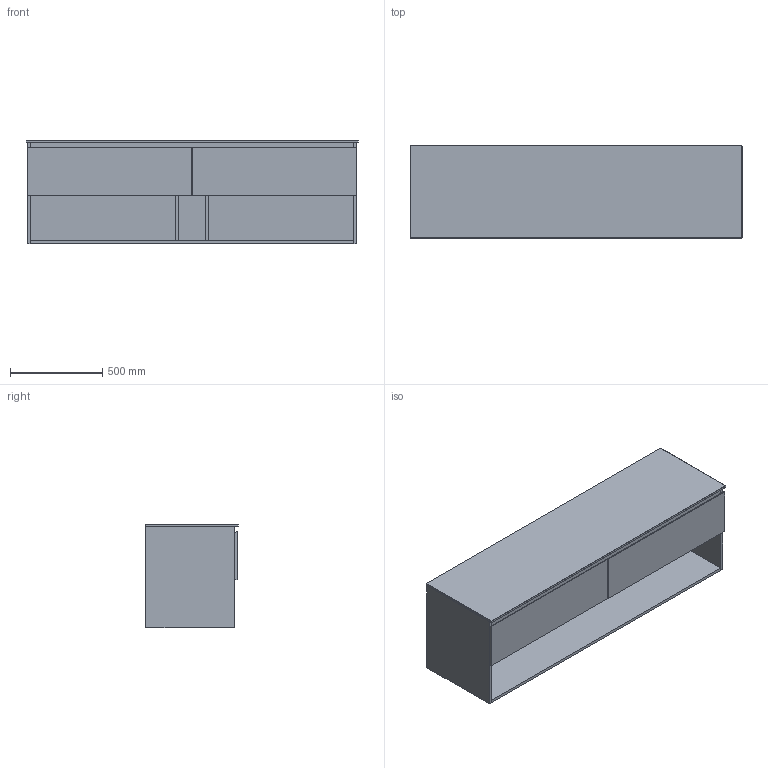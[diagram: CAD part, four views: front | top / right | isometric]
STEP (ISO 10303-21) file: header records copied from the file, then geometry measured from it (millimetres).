
FILE_DESCRIPTION(/* description */ (''),/* implementation_level */ '2;1');
FILE_NAME(/* name */ 'Domaine Shelf 1800 (12MM)',/* time_stamp */ '2025-07-09T14:50:56+10:00',/* author */ (''),/* organization */ (''),/* preprocessor_version */ 'ST-DEVELOPER v16.5',/* originating_system */ '',/* authorisation */ '');
FILE_SCHEMA (('AUTOMOTIVE_DESIGN'));
Length unit declared in the file: millimetre
Products named in the file (5): Document; Domaine Shelf 1800 (12MM); Domaine Shelf 1800; Blank Benchtops ALL5678910111213141516171819; 1800 Benchtop (12MM) DRW234
Assembly tree (4 placements, depth 4):
  Document
    Domaine Shelf 1800 (12MM)
      Domaine Shelf 1800
      Blank Benchtops ALL5678910111213141516171819
        1800 Benchtop (12MM) DRW234
Bounding box: 1800 x 500 x 562 mm (x, y, z)
Volume: 57831353 mm3; surface area: 8021485.8 mm2
Topology: 7 solids, 7 shells, 68 faces, 150 edges, 92 vertices
Faces by surface type: plane 54, cylinder 10, bspline 4
Entity records: 2068 total; most frequent: CARTESIAN_POINT 659, ORIENTED_EDGE 292, EDGE_CURVE 146, B_SPLINE_CURVE_WITH_KNOTS 130, VERTEX_POINT 92, DIRECTION 86, AXIS2_PLACEMENT_3D 75, ADVANCED_FACE 68
